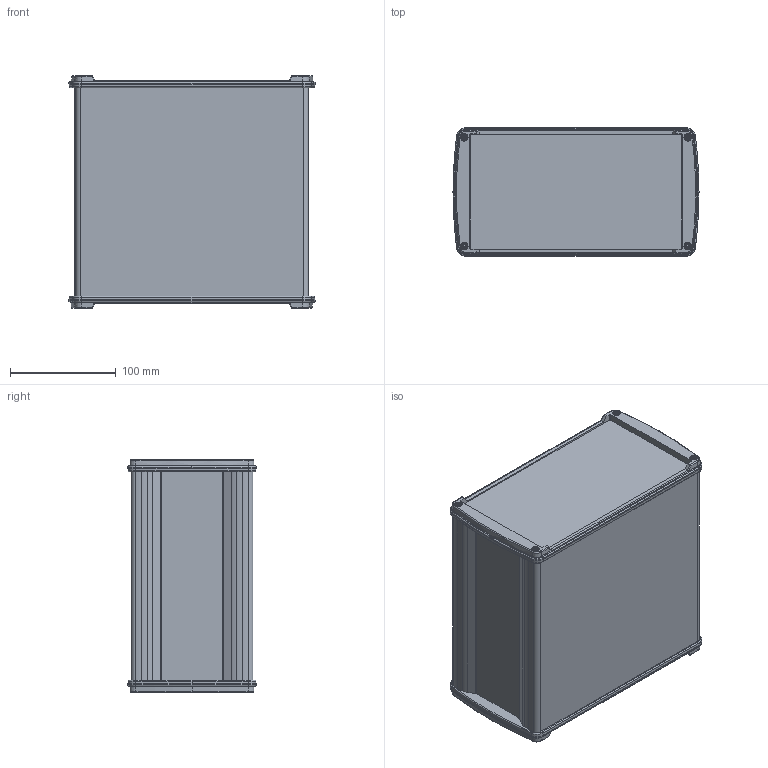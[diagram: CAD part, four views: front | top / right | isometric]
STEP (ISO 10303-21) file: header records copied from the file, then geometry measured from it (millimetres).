
FILE_DESCRIPTION (( 'STEP AP214' ), '1' );
FILE_NAME ('07504010.STEP', '2016-03-10T10:02:00', ( 'Macha' ), ( 'Hewlett-Packard Company' ), 'SwSTEP 2.0', 'SolidWorks 2015', '' );
FILE_SCHEMA (( 'AUTOMOTIVE_DESIGN' ));
Length unit declared in the file: millimetre
Products named in the file (9): 07504010; 82002_im Deckel eingebaut; 95984; 93686; 98865; 12899; 88682; 93372; 11583_200 mm
Assembly tree (33 placements, depth 2):
  07504010
    11583_200 mm
    93372  x2
    88682  x2
    12899  x2
    98865  x8
    93686  x8
    95984  x8
    82002_im Deckel eingebaut  x2
Bounding box: 233 x 121.3 x 220.4 mm (x, y, z)
Volume: 903940.7 mm3; surface area: 489858.3 mm2
Topology: 33 solids, 33 shells, 2324 faces, 6106 edges, 3902 vertices
Faces by surface type: cylinder 842, plane 808, torus 252, cone 220, bspline 178, sphere 24
Entity records: 42858 total; most frequent: CARTESIAN_POINT 11149, DIRECTION 6668, ORIENTED_EDGE 6634, EDGE_CURVE 3317, AXIS2_PLACEMENT_3D 2400, VERTEX_POINT 2147, VECTOR 1868, LINE 1868
